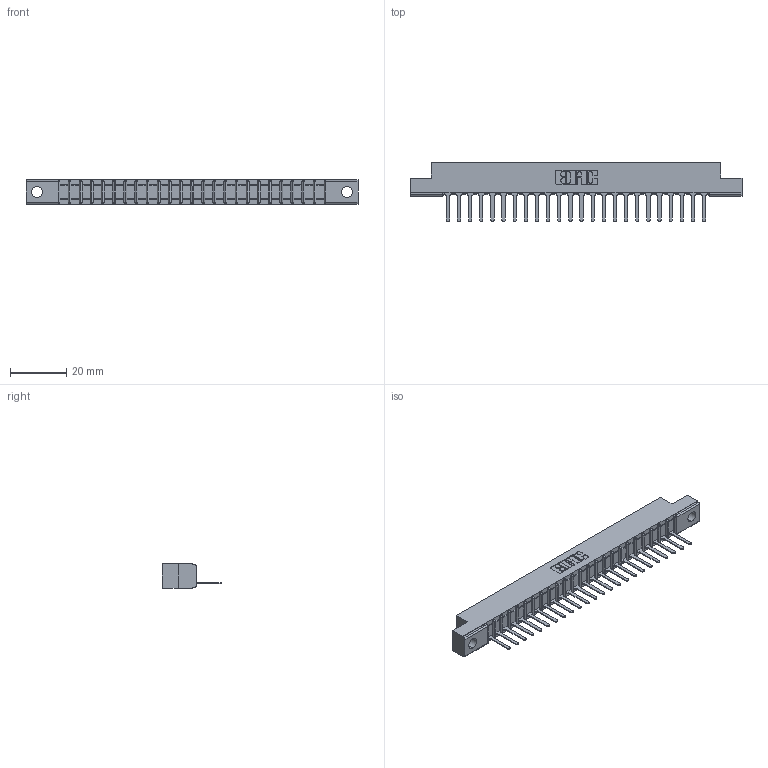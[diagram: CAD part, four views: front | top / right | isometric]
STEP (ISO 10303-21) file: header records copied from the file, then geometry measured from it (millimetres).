
FILE_DESCRIPTION (( 'STEP AP203' ), '1' );
FILE_NAME ('357-024-527-104.STEP', '2019-09-14T00:55:26', ( '' ), ( '' ), 'SwSTEP 2.0', 'SolidWorks 2016', '' );
FILE_SCHEMA (( 'CONFIG_CONTROL_DESIGN' ));
Length unit declared in the file: inch
Products named in the file (3): 307-290-001_527; 357-024-527-104; 307 Part_.156 Dia Mounting Holes
Assembly tree (25 placements, depth 2):
  357-024-527-104
    307 Part_.156 Dia Mounting Holes
    307-290-001_527  x24
Bounding box: 118.11 x 21.11 x 8.71 mm (x, y, z)
Volume: 7361.5 mm3; surface area: 11437.7 mm2
Topology: 25 solids, 25 shells, 1501 faces, 4247 edges, 2730 vertices
Faces by surface type: plane 972, cylinder 479, sphere 50
Entity records: 23180 total; most frequent: CARTESIAN_POINT 3902, ORIENTED_EDGE 3886, DIRECTION 3797, EDGE_CURVE 1943, VECTOR 1491, LINE 1491, VERTEX_POINT 1258, AXIS2_PLACEMENT_3D 1153
